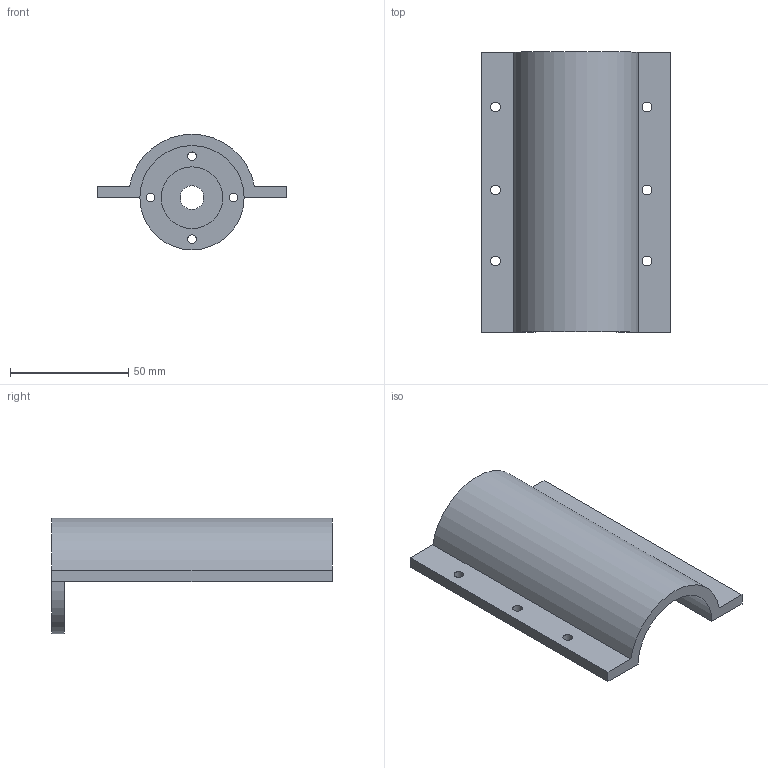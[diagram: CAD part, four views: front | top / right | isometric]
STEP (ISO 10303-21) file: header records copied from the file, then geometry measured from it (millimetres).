
FILE_DESCRIPTION(/* description */ (''),/* implementation_level */ '2;1');
FILE_NAME(/* name */ 'motorhalterung_v17.step',/* time_stamp */ '2021-10-30T13:26:03+02:00',/* author */ (''),/* organization */ (''),/* preprocessor_version */ 'ST-DEVELOPER v18.1',/* originating_system */ 'Autodesk Translation Framework v10.9.0.1377',/* authorisation */ '');
FILE_SCHEMA (('AUTOMOTIVE_DESIGN { 1 0 10303 214 3 1 1 }'));
Length unit declared in the file: millimetre
Products named in the file (2): Unterteil; Component2
Assembly tree (1 placements, depth 2):
  Unterteil
    Component2
Bounding box: 80 x 118.2 x 48.8 mm (x, y, z)
Volume: 62923.6 mm3; surface area: 30240.2 mm2
Topology: 1 solids, 1 shells, 29 faces, 76 edges, 50 vertices
Faces by surface type: cylinder 17, plane 12
Full cylindrical faces by diameter (mm): 3.6 x4, 4.1 x6, 10 x1, 26 x1
Entity records: 994 total; most frequent: DIRECTION 174, CARTESIAN_POINT 158, ORIENTED_EDGE 152, EDGE_CURVE 76, AXIS2_PLACEMENT_3D 66, EDGE_LOOP 52, VERTEX_POINT 50, LINE 42
